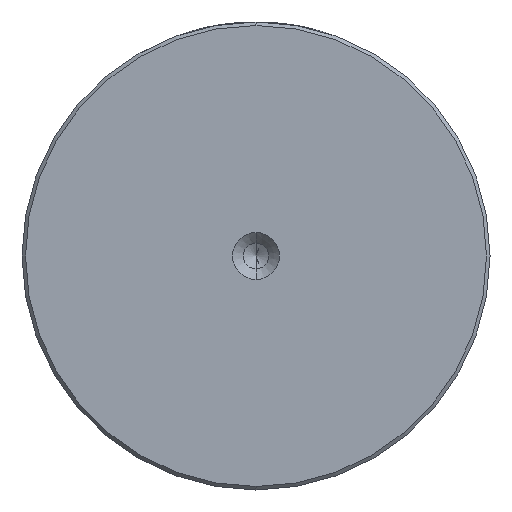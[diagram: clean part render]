
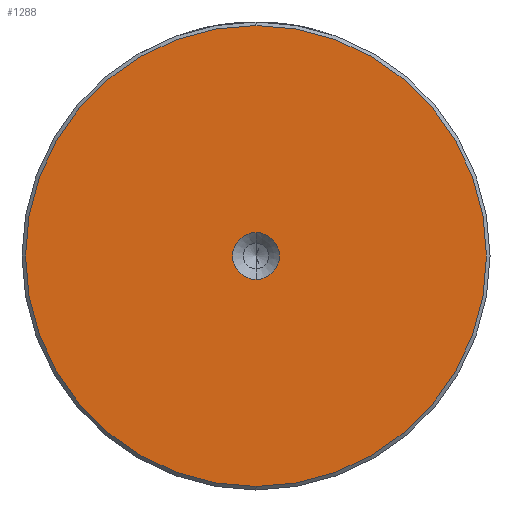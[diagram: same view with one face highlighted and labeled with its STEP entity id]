
A CAD part, left-side view. The second image highlights one B-rep face of the part: STEP entity #1288.
In plain terms, the highlighted planar face has unit normal (-1, 0, 0).
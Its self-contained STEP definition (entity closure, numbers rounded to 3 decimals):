
#29 = AXIS2_PLACEMENT_3D ( 'NONE', #604, #2265, #841 ) ;
#118 = DIRECTION ( 'NONE',  ( -1., 0., 0. ) ) ;
#184 = CIRCLE ( 'NONE', #29, 32.5 ) ;
#192 = VERTEX_POINT ( 'NONE', #289 ) ;
#289 = CARTESIAN_POINT ( 'NONE',  ( 0., 0., 32.5 ) ) ;
#306 = VERTEX_POINT ( 'NONE', #2441 ) ;
#352 = AXIS2_PLACEMENT_3D ( 'NONE', #1905, #470, #2145 ) ;
#466 = EDGE_LOOP ( 'NONE', ( #2203, #2025 ) ) ;
#470 = DIRECTION ( 'NONE',  ( -1., 0., 0. ) ) ;
#512 = CARTESIAN_POINT ( 'NONE',  ( 0., 0., 0. ) ) ;
#545 = CIRCLE ( 'NONE', #3061, 3.3 ) ;
#604 = CARTESIAN_POINT ( 'NONE',  ( 0., 0., 0. ) ) ;
#694 = AXIS2_PLACEMENT_3D ( 'NONE', #1557, #118, #1802 ) ;
#755 = DIRECTION ( 'NONE',  ( 0., 0., 1. ) ) ;
#772 = AXIS2_PLACEMENT_3D ( 'NONE', #512, #2185, #755 ) ;
#777 = CARTESIAN_POINT ( 'NONE',  ( 0., 0., 0. ) ) ;
#841 = DIRECTION ( 'NONE',  ( 0., 0., 1. ) ) ;
#1001 = DIRECTION ( 'NONE',  ( 0., 0., 1. ) ) ;
#1271 = EDGE_CURVE ( 'NONE', #192, #2114, #184, .T. ) ;
#1288 = ADVANCED_FACE ( 'NONE', ( #2022, #2789 ), #2497, .T. ) ;
#1300 = CARTESIAN_POINT ( 'NONE',  ( 0., 0., -32.5 ) ) ;
#1557 = CARTESIAN_POINT ( 'NONE',  ( 0., 0., 0. ) ) ;
#1594 = CIRCLE ( 'NONE', #772, 32.5 ) ;
#1802 = DIRECTION ( 'NONE',  ( 0., 0., 1. ) ) ;
#1825 = EDGE_CURVE ( 'NONE', #2114, #192, #1594, .T. ) ;
#1905 = CARTESIAN_POINT ( 'NONE',  ( 0., 0., 0. ) ) ;
#2022 = FACE_OUTER_BOUND ( 'NONE', #2234, .T. ) ;
#2025 = ORIENTED_EDGE ( 'NONE', *, *, #3011, .F. ) ;
#2048 = CARTESIAN_POINT ( 'NONE',  ( 0., 0., 3.3 ) ) ;
#2114 = VERTEX_POINT ( 'NONE', #1300 ) ;
#2145 = DIRECTION ( 'NONE',  ( 0., 0., 1. ) ) ;
#2185 = DIRECTION ( 'NONE',  ( -1., 0., 0. ) ) ;
#2203 = ORIENTED_EDGE ( 'NONE', *, *, #2712, .F. ) ;
#2218 = VERTEX_POINT ( 'NONE', #2048 ) ;
#2234 = EDGE_LOOP ( 'NONE', ( #2312, #2539 ) ) ;
#2265 = DIRECTION ( 'NONE',  ( -1., 0., 0. ) ) ;
#2312 = ORIENTED_EDGE ( 'NONE', *, *, #1825, .T. ) ;
#2430 = DIRECTION ( 'NONE',  ( -1., 0., 0. ) ) ;
#2441 = CARTESIAN_POINT ( 'NONE',  ( 0., 0., -3.3 ) ) ;
#2475 = CIRCLE ( 'NONE', #352, 3.3 ) ;
#2497 = PLANE ( 'NONE',  #694 ) ;
#2539 = ORIENTED_EDGE ( 'NONE', *, *, #1271, .T. ) ;
#2712 = EDGE_CURVE ( 'NONE', #2218, #306, #2475, .T. ) ;
#2789 = FACE_BOUND ( 'NONE', #466, .T. ) ;
#3011 = EDGE_CURVE ( 'NONE', #306, #2218, #545, .T. ) ;
#3061 = AXIS2_PLACEMENT_3D ( 'NONE', #777, #2430, #1001 ) ;
